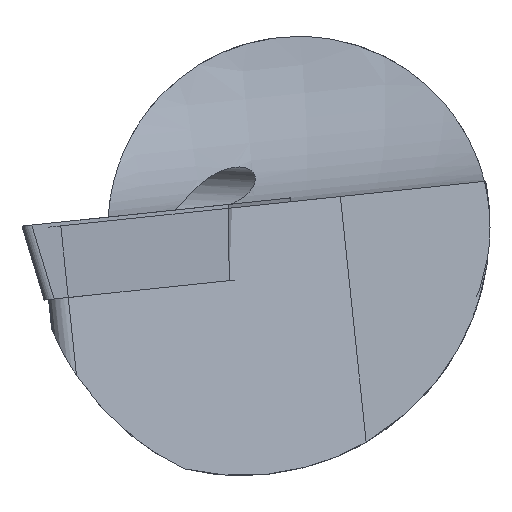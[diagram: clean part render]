
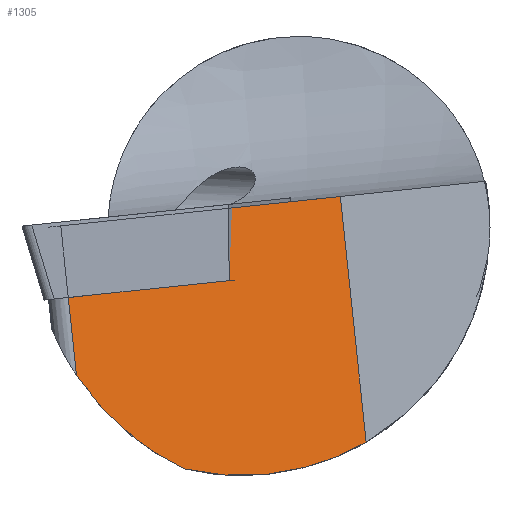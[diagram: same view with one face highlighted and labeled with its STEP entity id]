
A CAD part, front view. The second image highlights one B-rep face of the part: STEP entity #1305.
In plain terms, the highlighted face is planar.
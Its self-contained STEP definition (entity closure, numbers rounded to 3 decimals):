
#38=ELLIPSE('',#1479,14.679,14.);
#39=ELLIPSE('',#1482,13.631,13.);
#419=ORIENTED_EDGE('',*,*,#637,.T.);
#420=ORIENTED_EDGE('',*,*,#642,.F.);
#421=ORIENTED_EDGE('',*,*,#656,.T.);
#422=ORIENTED_EDGE('',*,*,#653,.T.);
#423=ORIENTED_EDGE('',*,*,#657,.F.);
#637=EDGE_CURVE('',#781,#780,#38,.T.);
#642=EDGE_CURVE('',#783,#780,#39,.F.);
#653=EDGE_CURVE('',#790,#789,#891,.T.);
#656=EDGE_CURVE('',#783,#790,#893,.T.);
#657=EDGE_CURVE('',#781,#789,#894,.T.);
#780=VERTEX_POINT('',#2243);
#781=VERTEX_POINT('',#2245);
#783=VERTEX_POINT('',#2276);
#789=VERTEX_POINT('',#2293);
#790=VERTEX_POINT('',#2295);
#891=LINE('',#2294,#993);
#893=LINE('',#2300,#995);
#894=LINE('',#2301,#996);
#993=VECTOR('',#1823,1000.);
#995=VECTOR('',#1829,1000.);
#996=VECTOR('',#1830,1000.);
#1079=EDGE_LOOP('',(#419,#420,#421,#422,#423));
#1177=FACE_BOUND('',#1079,.T.);
#1235=PLANE('',#1489);
#1305=ADVANCED_FACE('',(#1177),#1235,.F.);
#1479=AXIS2_PLACEMENT_3D('',#2244,#1799,#1800);
#1482=AXIS2_PLACEMENT_3D('',#2275,#1805,#1806);
#1489=AXIS2_PLACEMENT_3D('',#2299,#1827,#1828);
#1799=DIRECTION('',(-0.954,-0.299,0.031));
#1800=DIRECTION('',(-0.301,0.948,-0.1));
#1805=DIRECTION('',(-0.954,-0.299,0.031));
#1806=DIRECTION('',(-0.301,0.948,-0.1));
#1823=DIRECTION('',(-0.301,0.948,-0.1));
#1827=DIRECTION('',(0.954,0.299,-0.031));
#1828=DIRECTION('',(0.299,-0.954,0.));
#1829=DIRECTION('',(0.,0.105,0.995));
#1830=DIRECTION('',(0.,0.105,0.995));
#2243=CARTESIAN_POINT('',(2.627,6.,-12.649));
#2244=CARTESIAN_POINT('',(4.926,0.,0.));
#2245=CARTESIAN_POINT('',(1.015,11.655,-7.757));
#2275=CARTESIAN_POINT('',(3.985,3.,0.));
#2276=CARTESIAN_POINT('',(5.657,-3.515,-11.25));
#2293=CARTESIAN_POINT('',(1.015,12.478,0.076));
#2294=CARTESIAN_POINT('',(1.688,10.355,0.299));
#2295=CARTESIAN_POINT('',(5.657,-2.163,1.615));
#2299=CARTESIAN_POINT('',(3.866,0.518,-27.217));
#2300=CARTESIAN_POINT('',(5.657,-5.131,-26.624));
#2301=CARTESIAN_POINT('',(1.015,9.51,-28.163));
